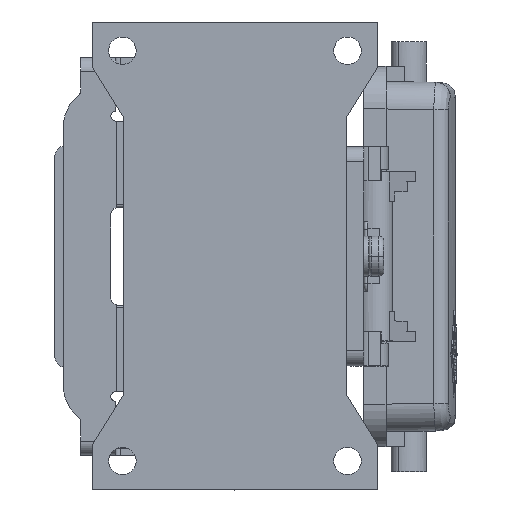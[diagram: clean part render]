
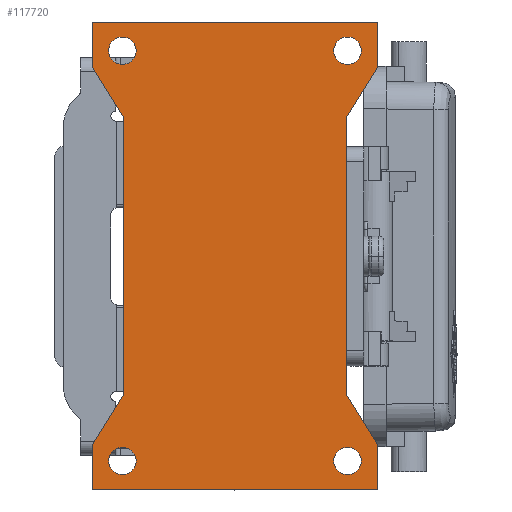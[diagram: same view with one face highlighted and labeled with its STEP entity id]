
A CAD part, top view. The second image highlights one B-rep face of the part: STEP entity #117720.
In plain terms, the highlighted face is planar.
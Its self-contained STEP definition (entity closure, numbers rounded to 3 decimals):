
#115960=CARTESIAN_POINT('',(-43.75,-22.5,-64.));
#115970=VERTEX_POINT('',#115960);
#116050=CARTESIAN_POINT('',(-38.25,-22.5,-64.));
#116060=VERTEX_POINT('',#116050);
#116090=CARTESIAN_POINT('',(-41.,-22.5,-64.));
#116100=DIRECTION('',(0.,0.,1.));
#116110=DIRECTION('',(-1.,0.,0.));
#116120=AXIS2_PLACEMENT_3D('',#116090,#116100,#116110);
#116130=CIRCLE('',#116120,2.75);
#116140=EDGE_CURVE('',#116060,#115970,#116130,.T.);
#116190=CARTESIAN_POINT('',(0.,0.,-64.));
#116200=DIRECTION('',(0.,0.,1.));
#116210=DIRECTION('',(1.,0.,0.));
#116220=AXIS2_PLACEMENT_3D('',#116190,#116200,#116210);
#116230=PLANE('',#116220);
#116240=CARTESIAN_POINT('',(-37.75,-28.5,-64.));
#116250=DIRECTION('',(-1.,0.,0.));
#116260=VECTOR('',#116250,9.);
#116270=LINE('',#116240,#116260);
#116280=CARTESIAN_POINT('',(-37.75,-28.5,-64.));
#116290=VERTEX_POINT('',#116280);
#116300=CARTESIAN_POINT('',(-46.75,-28.5,-64.));
#116310=VERTEX_POINT('',#116300);
#116320=EDGE_CURVE('',#116290,#116310,#116270,.T.);
#116330=ORIENTED_EDGE('',*,*,#116320,.T.);
#116340=CARTESIAN_POINT('',(-27.75,-22.25,-64.));
#116350=DIRECTION('',(-0.848,-0.53,0.));
#116360=VECTOR('',#116350,11.792);
#116370=LINE('',#116340,#116360);
#116380=CARTESIAN_POINT('',(-27.75,-22.25,-64.));
#116390=VERTEX_POINT('',#116380);
#116400=EDGE_CURVE('',#116390,#116290,#116370,.T.);
#116410=ORIENTED_EDGE('',*,*,#116400,.T.);
#116420=CARTESIAN_POINT('',(27.75,-22.25,-64.));
#116430=DIRECTION('',(-1.,0.,0.));
#116440=VECTOR('',#116430,55.5);
#116450=LINE('',#116420,#116440);
#116460=CARTESIAN_POINT('',(27.75,-22.25,-64.));
#116470=VERTEX_POINT('',#116460);
#116480=EDGE_CURVE('',#116470,#116390,#116450,.T.);
#116490=ORIENTED_EDGE('',*,*,#116480,.T.);
#116500=CARTESIAN_POINT('',(37.75,-28.5,-64.));
#116510=DIRECTION('',(-0.848,0.53,0.));
#116520=VECTOR('',#116510,11.792);
#116530=LINE('',#116500,#116520);
#116540=CARTESIAN_POINT('',(37.75,-28.5,-64.));
#116550=VERTEX_POINT('',#116540);
#116560=EDGE_CURVE('',#116550,#116470,#116530,.T.);
#116570=ORIENTED_EDGE('',*,*,#116560,.T.);
#116580=CARTESIAN_POINT('',(46.75,-28.5,-64.));
#116590=DIRECTION('',(-1.,0.,0.));
#116600=VECTOR('',#116590,9.);
#116610=LINE('',#116580,#116600);
#116620=CARTESIAN_POINT('',(46.75,-28.5,-64.));
#116630=VERTEX_POINT('',#116620);
#116640=EDGE_CURVE('',#116630,#116550,#116610,.T.);
#116650=ORIENTED_EDGE('',*,*,#116640,.T.);
#116660=CARTESIAN_POINT('',(46.75,28.5,-64.));
#116670=DIRECTION('',(0.,-1.,0.));
#116680=VECTOR('',#116670,57.);
#116690=LINE('',#116660,#116680);
#116700=CARTESIAN_POINT('',(46.75,28.5,-64.));
#116710=VERTEX_POINT('',#116700);
#116720=EDGE_CURVE('',#116710,#116630,#116690,.T.);
#116730=ORIENTED_EDGE('',*,*,#116720,.T.);
#116740=CARTESIAN_POINT('',(37.75,28.5,-64.));
#116750=DIRECTION('',(1.,0.,0.));
#116760=VECTOR('',#116750,9.);
#116770=LINE('',#116740,#116760);
#116780=CARTESIAN_POINT('',(37.75,28.5,-64.));
#116790=VERTEX_POINT('',#116780);
#116800=EDGE_CURVE('',#116790,#116710,#116770,.T.);
#116810=ORIENTED_EDGE('',*,*,#116800,.T.);
#116820=CARTESIAN_POINT('',(27.75,22.25,-64.));
#116830=DIRECTION('',(0.848,0.53,0.));
#116840=VECTOR('',#116830,11.792);
#116850=LINE('',#116820,#116840);
#116860=CARTESIAN_POINT('',(27.75,22.25,-64.));
#116870=VERTEX_POINT('',#116860);
#116880=EDGE_CURVE('',#116870,#116790,#116850,.T.);
#116890=ORIENTED_EDGE('',*,*,#116880,.T.);
#116900=CARTESIAN_POINT('',(-27.75,22.25,-64.));
#116910=DIRECTION('',(1.,0.,0.));
#116920=VECTOR('',#116910,55.5);
#116930=LINE('',#116900,#116920);
#116940=CARTESIAN_POINT('',(-27.75,22.25,-64.));
#116950=VERTEX_POINT('',#116940);
#116960=EDGE_CURVE('',#116950,#116870,#116930,.T.);
#116970=ORIENTED_EDGE('',*,*,#116960,.T.);
#116980=CARTESIAN_POINT('',(-37.75,28.5,-64.));
#116990=DIRECTION('',(0.848,-0.53,0.));
#117000=VECTOR('',#116990,11.792);
#117010=LINE('',#116980,#117000);
#117020=CARTESIAN_POINT('',(-37.75,28.5,-64.));
#117030=VERTEX_POINT('',#117020);
#117040=EDGE_CURVE('',#117030,#116950,#117010,.T.);
#117050=ORIENTED_EDGE('',*,*,#117040,.T.);
#117060=CARTESIAN_POINT('',(-46.75,28.5,-64.));
#117070=DIRECTION('',(1.,0.,0.));
#117080=VECTOR('',#117070,9.);
#117090=LINE('',#117060,#117080);
#117100=CARTESIAN_POINT('',(-46.75,28.5,-64.));
#117110=VERTEX_POINT('',#117100);
#117120=EDGE_CURVE('',#117110,#117030,#117090,.T.);
#117130=ORIENTED_EDGE('',*,*,#117120,.T.);
#117140=CARTESIAN_POINT('',(-46.75,-28.5,-64.));
#117150=DIRECTION('',(0.,1.,0.));
#117160=VECTOR('',#117150,57.);
#117170=LINE('',#117140,#117160);
#117180=EDGE_CURVE('',#116310,#117110,#117170,.T.);
#117190=ORIENTED_EDGE('',*,*,#117180,.T.);
#117200=EDGE_LOOP('',(#117190,#117130,#117050,#116970,#116890,#116810,
#116730,#116650,#116570,#116490,#116410,#116330));
#117210=FACE_OUTER_BOUND('',#117200,.T.);
#117220=CARTESIAN_POINT('',(41.,-22.5,-64.));
#117230=DIRECTION('',(0.,0.,1.));
#117240=DIRECTION('',(-1.,0.,0.));
#117250=AXIS2_PLACEMENT_3D('',#117220,#117230,#117240);
#117260=CIRCLE('',#117250,2.75);
#117270=CARTESIAN_POINT('',(43.75,-22.5,-64.));
#117280=VERTEX_POINT('',#117270);
#117290=CARTESIAN_POINT('',(38.25,-22.5,-64.));
#117300=VERTEX_POINT('',#117290);
#117310=EDGE_CURVE('',#117280,#117300,#117260,.T.);
#117320=ORIENTED_EDGE('',*,*,#117310,.T.);
#117330=EDGE_CURVE('',#117300,#117280,#117260,.T.);
#117340=ORIENTED_EDGE('',*,*,#117330,.T.);
#117350=EDGE_LOOP('',(#117340,#117320));
#117360=FACE_BOUND('',#117350,.T.);
#117370=CARTESIAN_POINT('',(41.,22.5,-64.));
#117380=DIRECTION('',(0.,0.,1.));
#117390=DIRECTION('',(-1.,0.,0.));
#117400=AXIS2_PLACEMENT_3D('',#117370,#117380,#117390);
#117410=CIRCLE('',#117400,2.75);
#117420=CARTESIAN_POINT('',(43.75,22.5,-64.));
#117430=VERTEX_POINT('',#117420);
#117440=CARTESIAN_POINT('',(38.25,22.5,-64.));
#117450=VERTEX_POINT('',#117440);
#117460=EDGE_CURVE('',#117430,#117450,#117410,.T.);
#117470=ORIENTED_EDGE('',*,*,#117460,.T.);
#117480=EDGE_CURVE('',#117450,#117430,#117410,.T.);
#117490=ORIENTED_EDGE('',*,*,#117480,.T.);
#117500=EDGE_LOOP('',(#117490,#117470));
#117510=FACE_BOUND('',#117500,.T.);
#117520=EDGE_CURVE('',#115970,#116060,#116130,.T.);
#117530=ORIENTED_EDGE('',*,*,#117520,.T.);
#117540=ORIENTED_EDGE('',*,*,#116140,.T.);
#117550=EDGE_LOOP('',(#117540,#117530));
#117560=FACE_BOUND('',#117550,.T.);
#117570=CARTESIAN_POINT('',(-41.,22.5,-64.));
#117580=DIRECTION('',(0.,0.,1.));
#117590=DIRECTION('',(-1.,0.,0.));
#117600=AXIS2_PLACEMENT_3D('',#117570,#117580,#117590);
#117610=CIRCLE('',#117600,2.75);
#117620=CARTESIAN_POINT('',(-43.75,22.5,-64.));
#117630=VERTEX_POINT('',#117620);
#117640=CARTESIAN_POINT('',(-38.25,22.5,-64.));
#117650=VERTEX_POINT('',#117640);
#117660=EDGE_CURVE('',#117630,#117650,#117610,.T.);
#117670=ORIENTED_EDGE('',*,*,#117660,.T.);
#117680=EDGE_CURVE('',#117650,#117630,#117610,.T.);
#117690=ORIENTED_EDGE('',*,*,#117680,.T.);
#117700=EDGE_LOOP('',(#117690,#117670));
#117710=FACE_BOUND('',#117700,.T.);
#117720=ADVANCED_FACE('',(#117210,#117360,#117510,#117560,#117710),
#116230,.F.);
